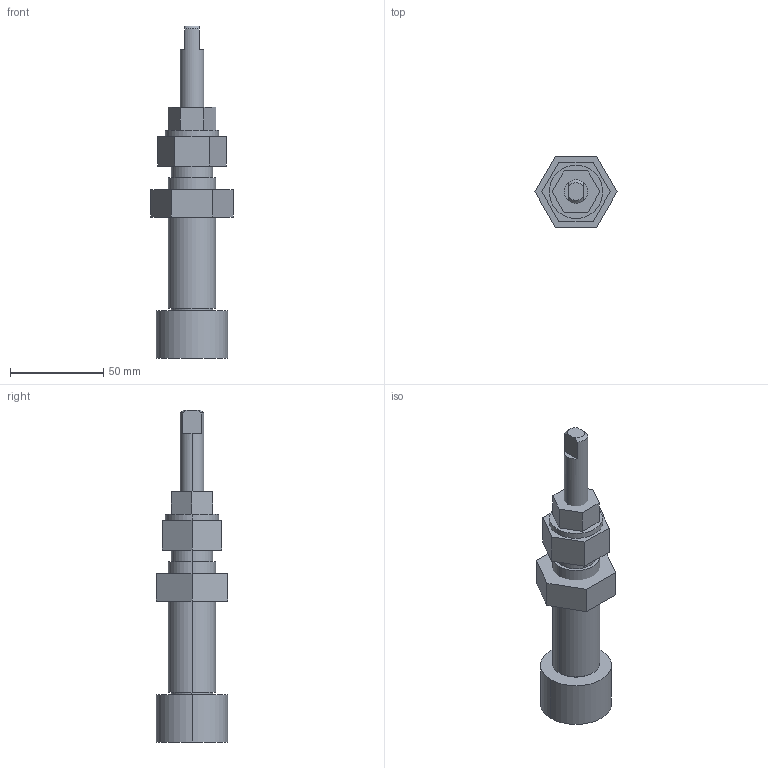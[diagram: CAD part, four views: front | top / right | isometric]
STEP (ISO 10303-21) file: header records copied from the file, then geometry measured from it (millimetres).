
FILE_DESCRIPTION((''),'2;1');
FILE_NAME('LJ1003M.stp','2000-07-03T12:18:12',(''),(''),'AutoCAD STEP 2000','AutoCAD 2000',', , ');
FILE_SCHEMA(('CONFIG_CONTROL_DESIGN'));
Length unit declared in the file: inch
Bounding box: 43.99 x 38.1 x 177.8 mm (x, y, z)
Volume: 111362.6 mm3; surface area: 31786.8 mm2
Topology: 3 solids, 3 shells, 60 faces, 136 edges, 90 vertices
Faces by surface type: plane 36, cylinder 20, cone 4
Entity records: 1791 total; most frequent: DIRECTION 302, CARTESIAN_POINT 295, ORIENTED_EDGE 272, EDGE_CURVE 136, AXIS2_PLACEMENT_3D 109, VERTEX_POINT 90, VECTOR 84, LINE 84
